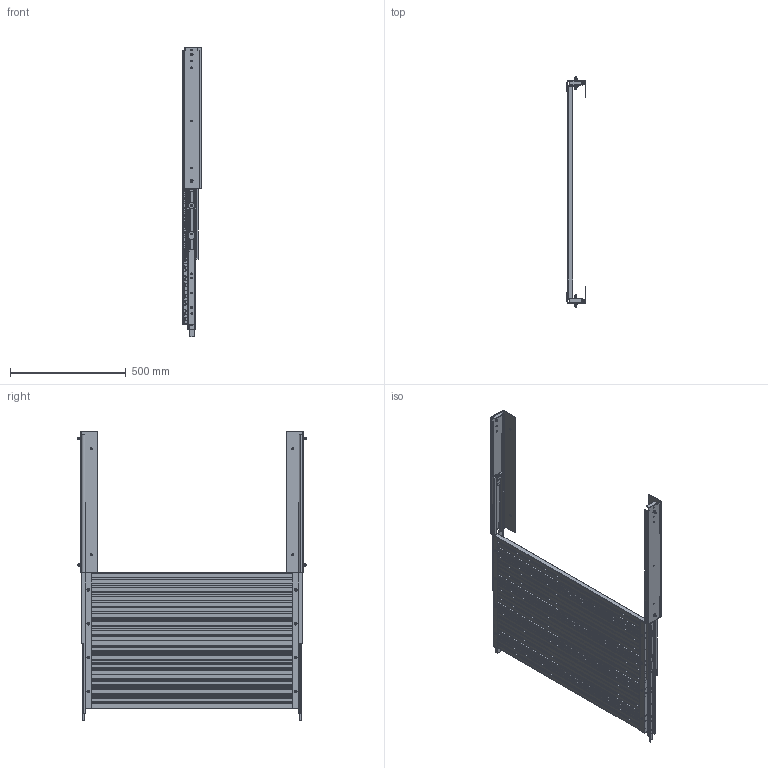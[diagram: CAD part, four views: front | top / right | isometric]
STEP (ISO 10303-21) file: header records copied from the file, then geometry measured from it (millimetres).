
FILE_DESCRIPTION (( 'STEP AP203' ), '1' );
FILE_NAME ('HSO-24.STEP', '2014-08-29T17:41:41', ( 'jgonzalez' ), ( '' ), 'SwSTEP 2.0', 'SolidWorks 2014', '' );
FILE_SCHEMA (( 'CONFIG_CONTROL_DESIGN' ));
Length unit declared in the file: inch
Products named in the file (15): FA 776-4397 LH; FA 776-4397 RH; HSO-24-903; SO-24-201; 7020-X_7020; 2069LN_MSHXNUT 0.250-20-S-N; HSO-24; 2060; HSO-24-201; 2023; outer rail-locking lh; HSO-24-901; middle rail-locking lh; inner rail-locking lh; inner rail-locking rh
Assembly tree (50 placements, depth 4):
  HSO-24
    HSO-24-901
      FA 776-4397 RH
        outer rail-locking lh
        middle rail-locking lh
        inner rail-locking rh
      SO-24-201
      2069LN_MSHXNUT 0.250-20-S-N  x4
      2060  x8
      HSO-24-201
      2023  x4
    HSO-24-903
      FA 776-4397 LH
        outer rail-locking lh
        middle rail-locking lh
        inner rail-locking lh
      SO-24-201
      2069LN_MSHXNUT 0.250-20-S-N  x4
      2060  x8
      HSO-24-201
      2023  x4
    7020-X_7020  x4
Bounding box: 85.9 x 992.15 x 1250.19 mm (x, y, z)
Volume: 5041946 mm3; surface area: 3888529.9 mm2
Topology: 48 solids, 48 shells, 1823 faces, 4831 edges, 3126 vertices
Faces by surface type: plane 1004, cylinder 611, cone 112, torus 80, bspline 16
Entity records: 22112 total; most frequent: CARTESIAN_POINT 4897, DIRECTION 3151, ORIENTED_EDGE 3046, EDGE_CURVE 1523, AXIS2_PLACEMENT_3D 1092, VERTEX_POINT 1004, LINE 967, VECTOR 967
